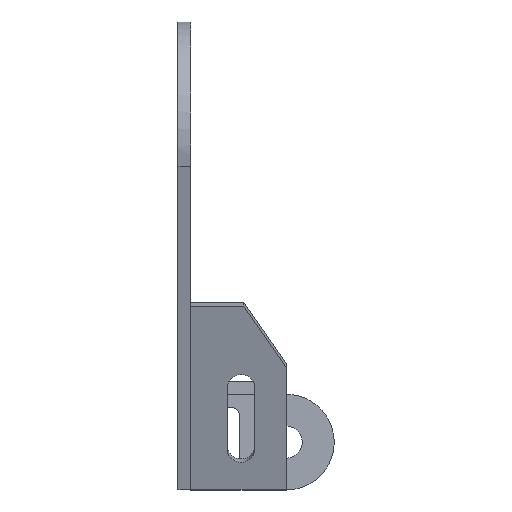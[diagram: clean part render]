
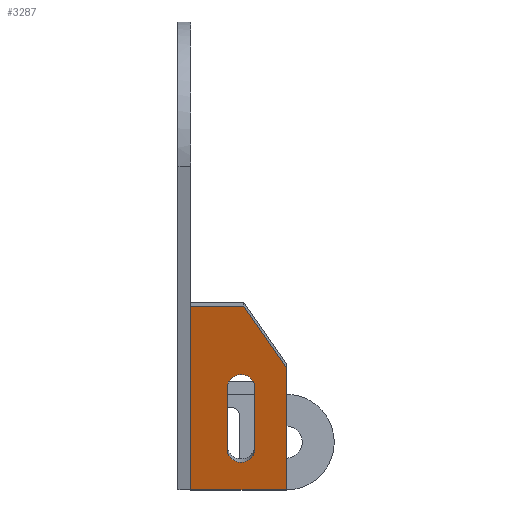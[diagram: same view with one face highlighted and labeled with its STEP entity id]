
A CAD part, left-side view. The second image highlights one B-rep face of the part: STEP entity #3287.
In plain terms, the highlighted free-form (B-spline) face has degree [1, 1] with [2, 2] control points.
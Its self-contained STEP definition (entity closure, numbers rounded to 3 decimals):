
#3228 = VERTEX_POINT('',#3229);
#3229 = CARTESIAN_POINT('',(-230.63,-3.999,
    -0.004));
#3244 = VERTEX_POINT('',#3245);
#3245 = CARTESIAN_POINT('',(-230.63,-63.99,
    -0.004));
#3250 = EDGE_CURVE('',#3244,#3228,#3251,.T.);
#3251 = B_SPLINE_CURVE_WITH_KNOTS('',1,(#3252,#3253),.UNSPECIFIED.,.F.,
  .F.,(2,2),(-3.525,0.975),.PIECEWISE_BEZIER_KNOTS.);
#3252 = CARTESIAN_POINT('',(-230.63,-63.99,
    -0.004));
#3253 = CARTESIAN_POINT('',(-230.63,-3.999,
    -0.004));
#3272 = VERTEX_POINT('',#3273);
#3273 = CARTESIAN_POINT('',(-252.684,-63.99,
    76.874));
#3278 = EDGE_CURVE('',#3244,#3272,#3279,.T.);
#3279 = B_SPLINE_CURVE_WITH_KNOTS('',1,(#3280,#3281),.UNSPECIFIED.,.F.,
  .F.,(2,2),(0.001,6.),.PIECEWISE_BEZIER_KNOTS.);
#3280 = CARTESIAN_POINT('',(-230.63,-63.99,
    -0.004));
#3281 = CARTESIAN_POINT('',(-252.684,-63.99,
    76.874));
#3287 = ADVANCED_FACE('',(#3288,#3311),#3347,.T.);
#3288 = FACE_BOUND('',#3289,.T.);
#3289 = EDGE_LOOP('',(#3290,#3291,#3292,#3299,#3306));
#3290 = ORIENTED_EDGE('',*,*,#3250,.F.);
#3291 = ORIENTED_EDGE('',*,*,#3278,.T.);
#3292 = ORIENTED_EDGE('',*,*,#3293,.F.);
#3293 = EDGE_CURVE('',#3294,#3272,#3296,.T.);
#3294 = VERTEX_POINT('',#3295);
#3295 = CARTESIAN_POINT('',(-263.713,-37.328,
    115.318));
#3296 = B_SPLINE_CURVE_WITH_KNOTS('',1,(#3297,#3298),.UNSPECIFIED.,.F.,
  .F.,(2,2),(0.,3.606),.PIECEWISE_BEZIER_KNOTS.);
#3297 = CARTESIAN_POINT('',(-263.713,-37.328,
    115.318));
#3298 = CARTESIAN_POINT('',(-252.684,-63.99,
    76.874));
#3299 = ORIENTED_EDGE('',*,*,#3300,.T.);
#3300 = EDGE_CURVE('',#3294,#3301,#3303,.T.);
#3301 = VERTEX_POINT('',#3302);
#3302 = CARTESIAN_POINT('',(-263.713,-3.999,
    115.318));
#3303 = B_SPLINE_CURVE_WITH_KNOTS('',1,(#3304,#3305),.UNSPECIFIED.,.F.,
  .F.,(2,2),(0.,2.5),.PIECEWISE_BEZIER_KNOTS.);
#3304 = CARTESIAN_POINT('',(-263.713,-37.328,
    115.318));
#3305 = CARTESIAN_POINT('',(-263.713,-3.999,
    115.318));
#3306 = ORIENTED_EDGE('',*,*,#3307,.F.);
#3307 = EDGE_CURVE('',#3228,#3301,#3308,.T.);
#3308 = B_SPLINE_CURVE_WITH_KNOTS('',1,(#3309,#3310),.UNSPECIFIED.,.F.,
  .F.,(2,2),(0.001,9.),.PIECEWISE_BEZIER_KNOTS.);
#3309 = CARTESIAN_POINT('',(-230.63,-3.999,
    -0.004));
#3310 = CARTESIAN_POINT('',(-263.713,-3.999,
    115.318));
#3311 = FACE_BOUND('',#3312,.T.);
#3312 = EDGE_LOOP('',(#3313,#3325,#3332,#3342));
#3313 = ORIENTED_EDGE('',*,*,#3314,.F.);
#3314 = EDGE_CURVE('',#3315,#3317,#3319,.T.);
#3315 = VERTEX_POINT('',#3316);
#3316 = CARTESIAN_POINT('',(-237.98,-26.91,
    25.616));
#3317 = VERTEX_POINT('',#3318);
#3318 = CARTESIAN_POINT('',(-237.98,-44.24,
    25.616));
#3319 = ( BOUNDED_CURVE() B_SPLINE_CURVE(2,(#3320,#3321,#3322,#3323,
#3324),.UNSPECIFIED.,.F.,.F.) B_SPLINE_CURVE_WITH_KNOTS((3,2,3),(
-3.142,-1.571,0.),.UNSPECIFIED.) CURVE() 
GEOMETRIC_REPRESENTATION_ITEM() RATIONAL_B_SPLINE_CURVE((1.,
0.707,1.,0.707,1.)) REPRESENTATION_ITEM('') );
#3320 = CARTESIAN_POINT('',(-237.98,-26.91,
    25.616));
#3321 = CARTESIAN_POINT('',(-235.591,-26.91,
    17.287));
#3322 = CARTESIAN_POINT('',(-235.591,-35.575,
    17.287));
#3323 = CARTESIAN_POINT('',(-235.591,-44.24,
    17.287));
#3324 = CARTESIAN_POINT('',(-237.98,-44.24,
    25.616));
#3325 = ORIENTED_EDGE('',*,*,#3326,.F.);
#3326 = EDGE_CURVE('',#3327,#3315,#3329,.T.);
#3327 = VERTEX_POINT('',#3328);
#3328 = CARTESIAN_POINT('',(-249.008,-26.91,
    64.06));
#3329 = B_SPLINE_CURVE_WITH_KNOTS('',1,(#3330,#3331),.UNSPECIFIED.,.F.,
  .F.,(2,2),(-3.,0.),.PIECEWISE_BEZIER_KNOTS.);
#3330 = CARTESIAN_POINT('',(-249.008,-26.91,
    64.06));
#3331 = CARTESIAN_POINT('',(-237.98,-26.91,
    25.616));
#3332 = ORIENTED_EDGE('',*,*,#3333,.F.);
#3333 = EDGE_CURVE('',#3334,#3327,#3336,.T.);
#3334 = VERTEX_POINT('',#3335);
#3335 = CARTESIAN_POINT('',(-249.008,-44.24,
    64.06));
#3336 = ( BOUNDED_CURVE() B_SPLINE_CURVE(2,(#3337,#3338,#3339,#3340,
#3341),.UNSPECIFIED.,.F.,.F.) B_SPLINE_CURVE_WITH_KNOTS((3,2,3),(
-3.142,-1.571,0.),.UNSPECIFIED.) CURVE() 
GEOMETRIC_REPRESENTATION_ITEM() RATIONAL_B_SPLINE_CURVE((1.,
0.707,1.,0.707,1.)) REPRESENTATION_ITEM('') );
#3337 = CARTESIAN_POINT('',(-249.008,-44.24,
    64.06));
#3338 = CARTESIAN_POINT('',(-251.398,-44.24,
    72.389));
#3339 = CARTESIAN_POINT('',(-251.398,-35.575,
    72.389));
#3340 = CARTESIAN_POINT('',(-251.398,-26.91,
    72.389));
#3341 = CARTESIAN_POINT('',(-249.008,-26.91,
    64.06));
#3342 = ORIENTED_EDGE('',*,*,#3343,.F.);
#3343 = EDGE_CURVE('',#3317,#3334,#3344,.T.);
#3344 = B_SPLINE_CURVE_WITH_KNOTS('',1,(#3345,#3346),.UNSPECIFIED.,.F.,
  .F.,(2,2),(-3.,0.),.PIECEWISE_BEZIER_KNOTS.);
#3345 = CARTESIAN_POINT('',(-237.98,-44.24,
    25.616));
#3346 = CARTESIAN_POINT('',(-249.008,-44.24,
    64.06));
#3347 = B_SPLINE_SURFACE_WITH_KNOTS('',1,1,(
    (#3348,#3349)
    ,(#3350,#3351
    )),.UNSPECIFIED.,.F.,.F.,.F.,(2,2),(2,2),(-4.501,4.5),(
    -2.251,2.251),.PIECEWISE_BEZIER_KNOTS.);
#3348 = CARTESIAN_POINT('',(-230.627,-64.004,
    -0.017));
#3349 = CARTESIAN_POINT('',(-230.627,-3.986,
    -0.017));
#3350 = CARTESIAN_POINT('',(-263.716,-64.004,
    115.33));
#3351 = CARTESIAN_POINT('',(-263.716,-3.986,
    115.33));
